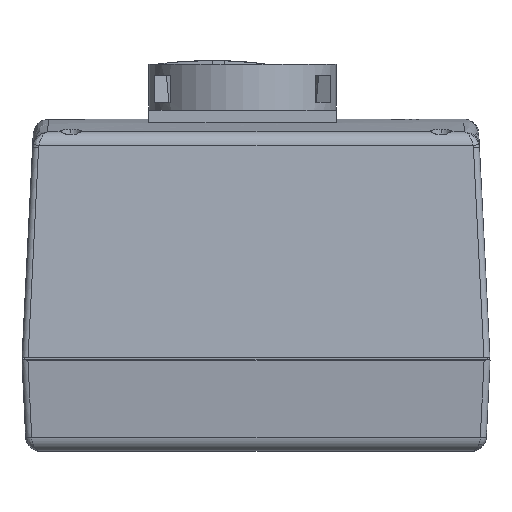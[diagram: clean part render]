
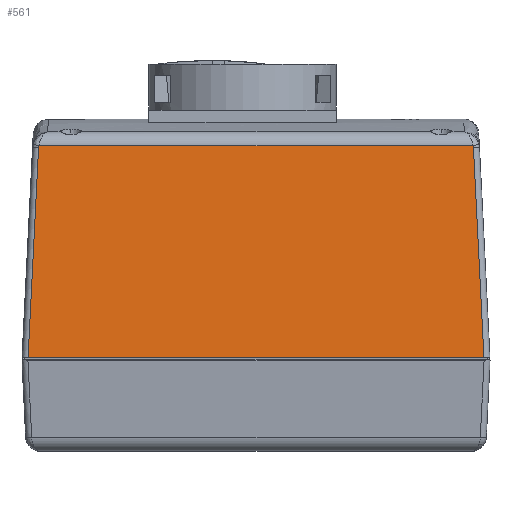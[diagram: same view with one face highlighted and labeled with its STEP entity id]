
A CAD part, left-side view. The second image highlights one B-rep face of the part: STEP entity #561.
In plain terms, the highlighted planar face has unit normal (-0.998, 0, 0.067).
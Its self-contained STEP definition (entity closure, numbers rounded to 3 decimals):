
#561=ADVANCED_FACE('NONE',(#1539),#1540,.T.);
#1539=FACE_OUTER_BOUND('',#2949,.T.);
#1540=PLANE('',#2950);
#2949=EDGE_LOOP('',(#7574,#7575,#7576,#7577,#7578,#7579));
#2950=AXIS2_PLACEMENT_3D('',#7580,#7581,#7582);
#7574=ORIENTED_EDGE('',*,*,#11318,.T.);
#7575=ORIENTED_EDGE('',*,*,#11319,.T.);
#7576=ORIENTED_EDGE('',*,*,#11320,.T.);
#7577=ORIENTED_EDGE('',*,*,#11321,.T.);
#7578=ORIENTED_EDGE('',*,*,#11322,.T.);
#7579=ORIENTED_EDGE('',*,*,#11323,.F.);
#7580=CARTESIAN_POINT('',(5.0,-0.038,105.));
#7581=DIRECTION('',(-0.998,0.,0.067));
#7582=DIRECTION('',(0.,-1.0,0.0));
#11318=EDGE_CURVE('NONE',#13340,#13341,#13342,.T.);
#11319=EDGE_CURVE('NONE',#13341,#13343,#13344,.T.);
#11320=EDGE_CURVE('NONE',#13343,#13345,#13346,.T.);
#11321=EDGE_CURVE('NONE',#13345,#13347,#13348,.T.);
#11322=EDGE_CURVE('NONE',#13347,#13349,#13350,.T.);
#11323=EDGE_CURVE('NONE',#13340,#13349,#13351,.T.);
#13340=VERTEX_POINT('NONE',#18088);
#13341=VERTEX_POINT('NONE',#18089);
#13342=LINE('',#18090,#18091);
#13343=VERTEX_POINT('NONE',#18092);
#13344=B_SPLINE_CURVE_WITH_KNOTS('',3,(#18093,#18094,#18095,#18096),.UNSPECIFIED.,.F.,.F.,(4,4),(0.0,0.001),.UNSPECIFIED.);
#13345=VERTEX_POINT('NONE',#18097);
#13346=LINE('',#18098,#18099);
#13347=VERTEX_POINT('NONE',#18100);
#13348=B_SPLINE_CURVE_WITH_KNOTS('',3,(#18101,#18102,#18103,#18104),.UNSPECIFIED.,.F.,.F.,(4,4),(0.0,0.001),.UNSPECIFIED.);
#13349=VERTEX_POINT('NONE',#18105);
#13350=LINE('',#18106,#18107);
#13351=LINE('',#18108,#18109);
#18088=CARTESIAN_POINT('',(0.067,2.007,31.));
#18089=CARTESIAN_POINT('',(4.702,5.484,100.531));
#18090=CARTESIAN_POINT('',(4.981,5.693,104.715));
#18091=VECTOR('',#24569,1000.0);
#18092=CARTESIAN_POINT('',(4.746,5.588,101.196));
#18093=CARTESIAN_POINT('',(4.702,5.484,100.531));
#18094=CARTESIAN_POINT('',(4.717,5.495,100.756));
#18095=CARTESIAN_POINT('',(4.732,5.53,100.978));
#18096=CARTESIAN_POINT('',(4.746,5.588,101.196));
#18097=CARTESIAN_POINT('',(4.746,149.335,101.196));
#18098=CARTESIAN_POINT('',(4.746,-0.038,101.196));
#18099=VECTOR('',#24570,1000.0);
#18100=CARTESIAN_POINT('',(4.702,149.439,100.531));
#18101=CARTESIAN_POINT('',(4.746,149.335,101.196));
#18102=CARTESIAN_POINT('',(4.732,149.393,100.978));
#18103=CARTESIAN_POINT('',(4.717,149.428,100.756));
#18104=CARTESIAN_POINT('',(4.702,149.439,100.531));
#18105=CARTESIAN_POINT('',(0.067,152.916,31.));
#18106=CARTESIAN_POINT('',(5.494,148.845,112.411));
#18107=VECTOR('',#24571,1000.0);
#18108=CARTESIAN_POINT('',(0.067,153.962,31.));
#18109=VECTOR('',#24572,1000.0);
#24569=DIRECTION('',(0.066,0.05,0.997));
#24570=DIRECTION('',(0.,1.0,0.));
#24571=DIRECTION('',(-0.066,0.05,-0.997));
#24572=DIRECTION('',(0.0,1.0,0.0));
